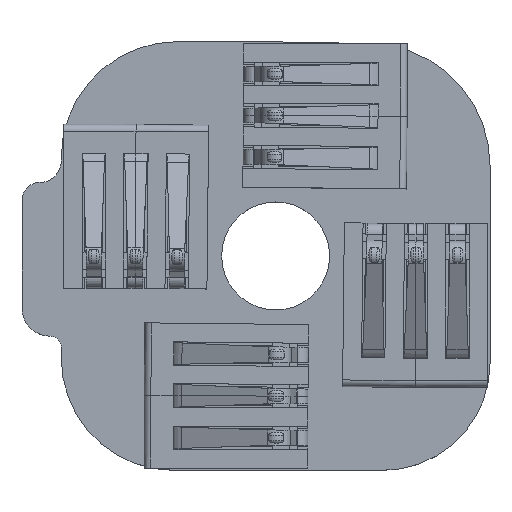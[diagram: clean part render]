
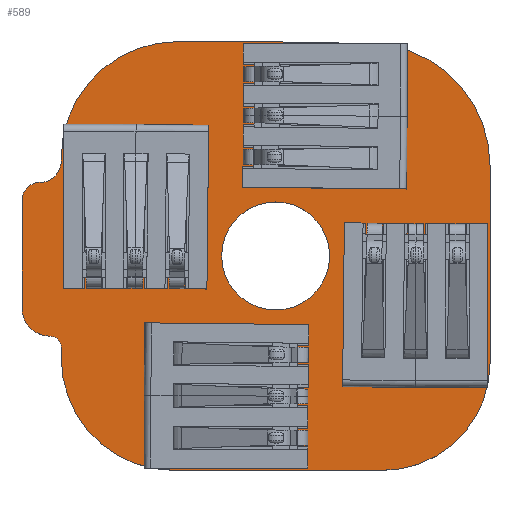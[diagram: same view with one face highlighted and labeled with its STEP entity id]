
A CAD part, top view. The second image highlights one B-rep face of the part: STEP entity #589.
In plain terms, the highlighted planar face has unit normal (0, 0, 1).
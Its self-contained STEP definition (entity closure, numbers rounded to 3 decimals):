
#24 = VERTEX_POINT('',#25);
#25 = CARTESIAN_POINT('',(-6.9,-2.45,0.));
#31 = EDGE_CURVE('',#24,#32,#34,.T.);
#32 = VERTEX_POINT('',#33);
#33 = CARTESIAN_POINT('',(-6.55,-2.8,0.));
#34 = CIRCLE('',#35,0.352);
#35 = AXIS2_PLACEMENT_3D('',#36,#37,#38);
#36 = CARTESIAN_POINT('',(-6.902,-2.802,0.));
#37 = DIRECTION('',(0.,0.,-1.));
#38 = DIRECTION('',(0.005,1.,0.));
#64 = EDGE_CURVE('',#32,#65,#67,.T.);
#65 = VERTEX_POINT('',#66);
#66 = CARTESIAN_POINT('',(-6.55,-3.114,0.));
#67 = LINE('',#68,#69);
#68 = CARTESIAN_POINT('',(-6.55,-2.8,0.));
#69 = VECTOR('',#70,1.);
#70 = DIRECTION('',(0.,-1.,0.));
#95 = EDGE_CURVE('',#65,#96,#98,.T.);
#96 = VERTEX_POINT('',#97);
#97 = CARTESIAN_POINT('',(-3.114,-6.55,0.));
#98 = CIRCLE('',#99,3.435);
#99 = AXIS2_PLACEMENT_3D('',#100,#101,#102);
#100 = CARTESIAN_POINT('',(-3.115,-3.115,0.));
#101 = DIRECTION('',(0.,0.,1.));
#102 = DIRECTION('',(-1.,0.,0.));
#128 = EDGE_CURVE('',#96,#129,#131,.T.);
#129 = VERTEX_POINT('',#130);
#130 = CARTESIAN_POINT('',(3.273,-6.55,0.));
#131 = LINE('',#132,#133);
#132 = CARTESIAN_POINT('',(-3.114,-6.55,0.));
#133 = VECTOR('',#134,1.);
#134 = DIRECTION('',(1.,0.,0.));
#159 = EDGE_CURVE('',#129,#160,#162,.T.);
#160 = VERTEX_POINT('',#161);
#161 = CARTESIAN_POINT('',(6.55,-3.273,0.));
#162 = CIRCLE('',#163,3.274);
#163 = AXIS2_PLACEMENT_3D('',#164,#165,#166);
#164 = CARTESIAN_POINT('',(3.276,-3.276,0.));
#165 = DIRECTION('',(0.,0.,1.));
#166 = DIRECTION('',(-0.001,-1.,0.));
#192 = EDGE_CURVE('',#160,#193,#195,.T.);
#193 = VERTEX_POINT('',#194);
#194 = CARTESIAN_POINT('',(6.55,2.763,0.));
#195 = LINE('',#196,#197);
#196 = CARTESIAN_POINT('',(6.55,-3.273,0.));
#197 = VECTOR('',#198,1.);
#198 = DIRECTION('',(0.,1.,0.));
#223 = EDGE_CURVE('',#193,#224,#226,.T.);
#224 = VERTEX_POINT('',#225);
#225 = CARTESIAN_POINT('',(2.821,6.492,0.));
#226 = CIRCLE('',#227,3.728);
#227 = AXIS2_PLACEMENT_3D('',#228,#229,#230);
#228 = CARTESIAN_POINT('',(2.822,2.764,0.));
#229 = DIRECTION('',(0.,0.,1.));
#230 = DIRECTION('',(1.,0.,0.));
#256 = EDGE_CURVE('',#224,#257,#259,.T.);
#257 = VERTEX_POINT('',#258);
#258 = CARTESIAN_POINT('',(-0.399,6.55,0.));
#259 = LINE('',#260,#261);
#260 = CARTESIAN_POINT('',(2.821,6.492,0.));
#261 = VECTOR('',#262,1.);
#262 = DIRECTION('',(-1.,0.018,0.));
#287 = EDGE_CURVE('',#257,#288,#290,.T.);
#288 = VERTEX_POINT('',#289);
#289 = CARTESIAN_POINT('',(-0.4,6.55,0.));
#290 = LINE('',#291,#292);
#291 = CARTESIAN_POINT('',(-0.399,6.55,0.));
#292 = VECTOR('',#293,1.);
#293 = DIRECTION('',(-1.,0.,0.));
#318 = EDGE_CURVE('',#288,#319,#321,.T.);
#319 = VERTEX_POINT('',#320);
#320 = CARTESIAN_POINT('',(-3.,6.55,0.));
#321 = LINE('',#322,#323);
#322 = CARTESIAN_POINT('',(-0.4,6.55,0.));
#323 = VECTOR('',#324,1.);
#324 = DIRECTION('',(-1.,0.,0.));
#349 = EDGE_CURVE('',#319,#350,#352,.T.);
#350 = VERTEX_POINT('',#351);
#351 = CARTESIAN_POINT('',(-6.55,3.,0.));
#352 = CIRCLE('',#353,3.551);
#353 = AXIS2_PLACEMENT_3D('',#354,#355,#356);
#354 = CARTESIAN_POINT('',(-2.999,2.999,0.));
#355 = DIRECTION('',(0.,0.,1.));
#356 = DIRECTION('',(0.,1.,0.));
#382 = EDGE_CURVE('',#350,#383,#385,.T.);
#383 = VERTEX_POINT('',#384);
#384 = CARTESIAN_POINT('',(-6.55,2.9,0.));
#385 = LINE('',#386,#387);
#386 = CARTESIAN_POINT('',(-6.55,3.,0.));
#387 = VECTOR('',#388,1.);
#388 = DIRECTION('',(0.,-1.,0.));
#413 = EDGE_CURVE('',#383,#414,#416,.T.);
#414 = VERTEX_POINT('',#415);
#415 = CARTESIAN_POINT('',(-7.2,2.25,0.));
#416 = CIRCLE('',#417,0.652);
#417 = AXIS2_PLACEMENT_3D('',#418,#419,#420);
#418 = CARTESIAN_POINT('',(-7.202,2.902,0.));
#419 = DIRECTION('',(0.,0.,-1.));
#420 = DIRECTION('',(1.,-0.003,0.));
#446 = EDGE_CURVE('',#414,#447,#449,.T.);
#447 = VERTEX_POINT('',#448);
#448 = CARTESIAN_POINT('',(-7.75,1.7,0.));
#449 = CIRCLE('',#450,0.55);
#450 = AXIS2_PLACEMENT_3D('',#451,#452,#453);
#451 = CARTESIAN_POINT('',(-7.2,1.7,0.));
#452 = DIRECTION('',(0.,0.,1.));
#453 = DIRECTION('',(0.001,1.,0.));
#479 = EDGE_CURVE('',#447,#480,#482,.T.);
#480 = VERTEX_POINT('',#481);
#481 = CARTESIAN_POINT('',(-7.75,-1.6,0.));
#482 = LINE('',#483,#484);
#483 = CARTESIAN_POINT('',(-7.75,1.7,0.));
#484 = VECTOR('',#485,1.);
#485 = DIRECTION('',(0.,-1.,0.));
#510 = EDGE_CURVE('',#480,#24,#511,.T.);
#511 = CIRCLE('',#512,0.85);
#512 = AXIS2_PLACEMENT_3D('',#513,#514,#515);
#513 = CARTESIAN_POINT('',(-6.9,-1.6,0.));
#514 = DIRECTION('',(0.,0.,1.));
#515 = DIRECTION('',(-1.,0.,0.));
#536 = VERTEX_POINT('',#537);
#537 = CARTESIAN_POINT('',(1.65,0.,0.));
#543 = EDGE_CURVE('',#536,#536,#544,.T.);
#544 = CIRCLE('',#545,1.65);
#545 = AXIS2_PLACEMENT_3D('',#546,#547,#548);
#546 = CARTESIAN_POINT('',(0.,0.,0.));
#547 = DIRECTION('',(0.,0.,1.));
#548 = DIRECTION('',(1.,0.,0.));
#589 = ADVANCED_FACE('',(#590,#608),#611,.T.);
#590 = FACE_BOUND('',#591,.T.);
#591 = EDGE_LOOP('',(#592,#593,#594,#595,#596,#597,#598,#599,#600,#601,
    #602,#603,#604,#605,#606,#607));
#592 = ORIENTED_EDGE('',*,*,#31,.T.);
#593 = ORIENTED_EDGE('',*,*,#64,.T.);
#594 = ORIENTED_EDGE('',*,*,#95,.T.);
#595 = ORIENTED_EDGE('',*,*,#128,.T.);
#596 = ORIENTED_EDGE('',*,*,#159,.T.);
#597 = ORIENTED_EDGE('',*,*,#192,.T.);
#598 = ORIENTED_EDGE('',*,*,#223,.T.);
#599 = ORIENTED_EDGE('',*,*,#256,.T.);
#600 = ORIENTED_EDGE('',*,*,#287,.T.);
#601 = ORIENTED_EDGE('',*,*,#318,.T.);
#602 = ORIENTED_EDGE('',*,*,#349,.T.);
#603 = ORIENTED_EDGE('',*,*,#382,.T.);
#604 = ORIENTED_EDGE('',*,*,#413,.T.);
#605 = ORIENTED_EDGE('',*,*,#446,.T.);
#606 = ORIENTED_EDGE('',*,*,#479,.T.);
#607 = ORIENTED_EDGE('',*,*,#510,.T.);
#608 = FACE_BOUND('',#609,.T.);
#609 = EDGE_LOOP('',(#610));
#610 = ORIENTED_EDGE('',*,*,#543,.F.);
#611 = PLANE('',#612);
#612 = AXIS2_PLACEMENT_3D('',#613,#614,#615);
#613 = CARTESIAN_POINT('',(-6.9,-2.45,0.));
#614 = DIRECTION('',(0.,0.,1.));
#615 = DIRECTION('',(1.,0.,0.));
